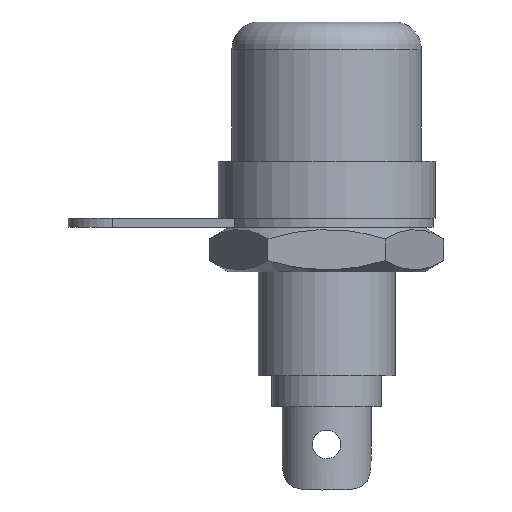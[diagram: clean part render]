
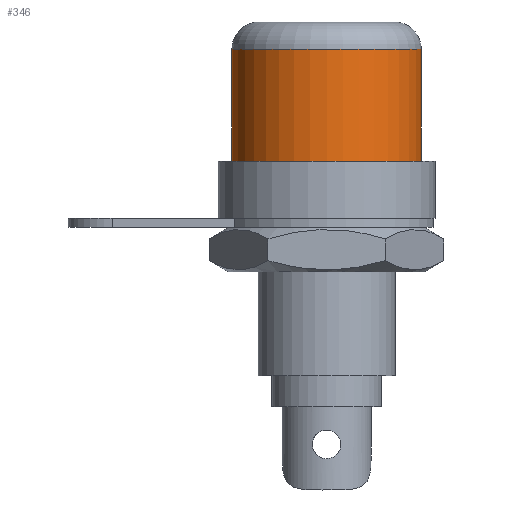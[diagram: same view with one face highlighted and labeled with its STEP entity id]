
A CAD part, front view. The second image highlights one B-rep face of the part: STEP entity #346.
In plain terms, the highlighted cylindrical face has radius 4.15 mm (diameter 8.3 mm), a full revolution.
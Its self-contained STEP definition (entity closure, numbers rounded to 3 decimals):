
#123=CARTESIAN_POINT('',(4.15,0.,0.0));
#124=VERTEX_POINT('',#123);
#125=CARTESIAN_POINT('',(0.0,0.0,0.0));
#126=DIRECTION('',(0.0,-1.0,0.0));
#127=DIRECTION('',(1.0,0.0,0.0));
#128=AXIS2_PLACEMENT_3D('',#125,#126,#127);
#129=CIRCLE('',#128,4.15);
#130=EDGE_CURVE('',#124,#124,#129,.T.);
#320=CARTESIAN_POINT('',(4.15,4.9,0.0));
#321=VERTEX_POINT('',#320);
#322=CARTESIAN_POINT('',(0.0,4.9,0.0));
#323=DIRECTION('',(0.0,-1.0,0.0));
#324=DIRECTION('',(1.0,0.0,0.0));
#325=AXIS2_PLACEMENT_3D('',#322,#323,#324);
#326=CIRCLE('',#325,4.15);
#327=EDGE_CURVE('',#321,#321,#326,.T.);
#335=CARTESIAN_POINT('',(0.0,2.45,0.0));
#336=DIRECTION('',(0.0,-1.0,0.0));
#337=DIRECTION('',(1.0,0.0,0.0));
#338=AXIS2_PLACEMENT_3D('',#335,#336,#337);
#339=CYLINDRICAL_SURFACE('',#338,4.15);
#340=ORIENTED_EDGE('',*,*,#130,.F.);
#341=EDGE_LOOP('',(#340));
#342=FACE_OUTER_BOUND('',#341,.T.);
#343=ORIENTED_EDGE('',*,*,#327,.T.);
#344=EDGE_LOOP('',(#343));
#345=FACE_BOUND('',#344,.T.);
#346=ADVANCED_FACE('',(#342,#345),#339,.T.);
